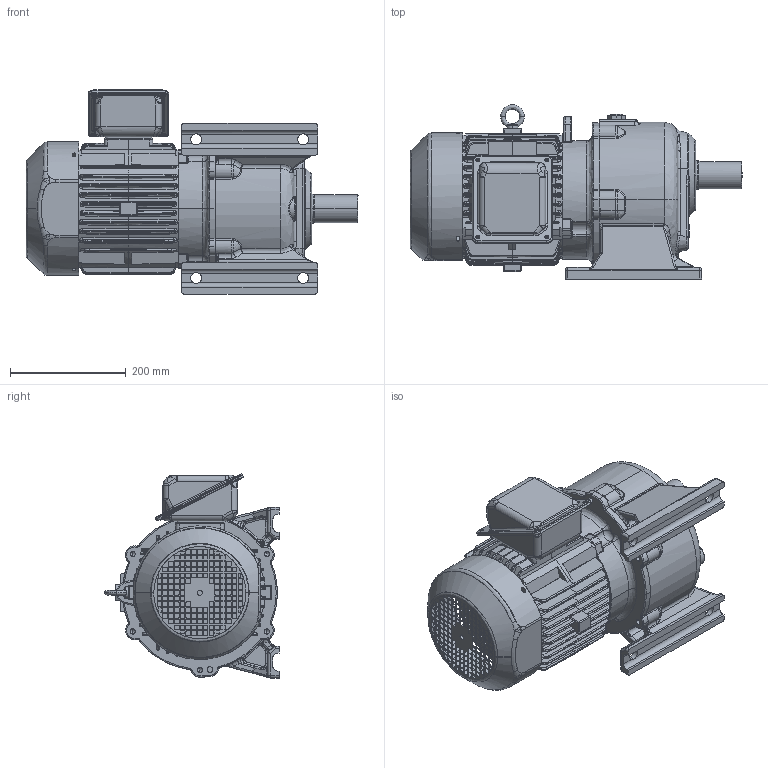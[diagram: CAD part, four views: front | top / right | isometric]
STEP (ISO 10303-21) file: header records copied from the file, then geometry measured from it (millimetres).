
FILE_DESCRIPTION (( 'STEP AP214' ), '1' );
FILE_NAME ('EK2DO07116_RPH_3.7KW.R40_CUSTOMER_2024-01-25 113634.STEP', '2024-01-25T05:50:50', ( '' ), ( '' ), 'SwSTEP 2.0', 'SolidWorks 2022', '' );
FILE_SCHEMA (( 'AUTOMOTIVE_DESIGN' ));
Length unit declared in the file: millimetre
Products named in the file (1): EK2DO07116_RPH_3.7KW.R40_CUSTOMER_2024-01-25 113634
Bounding box: 574 x 301.82 x 352.72 mm (x, y, z)
Volume: 19924951.7 mm3; surface area: 1252920.4 mm2
Topology: 13 solids, 13 shells, 4098 faces, 10802 edges, 6709 vertices
Faces by surface type: cylinder 1514, plane 1338, bspline 1080, cone 144, torus 22
Entity records: 217754 total; most frequent: CARTESIAN_POINT 77741, ORIENTED_EDGE 21406, DIRECTION 17538, EDGE_CURVE 10703, VERTEX_POINT 6707, AXIS2_PLACEMENT_3D 6224, LINE 5090, VECTOR 5090
